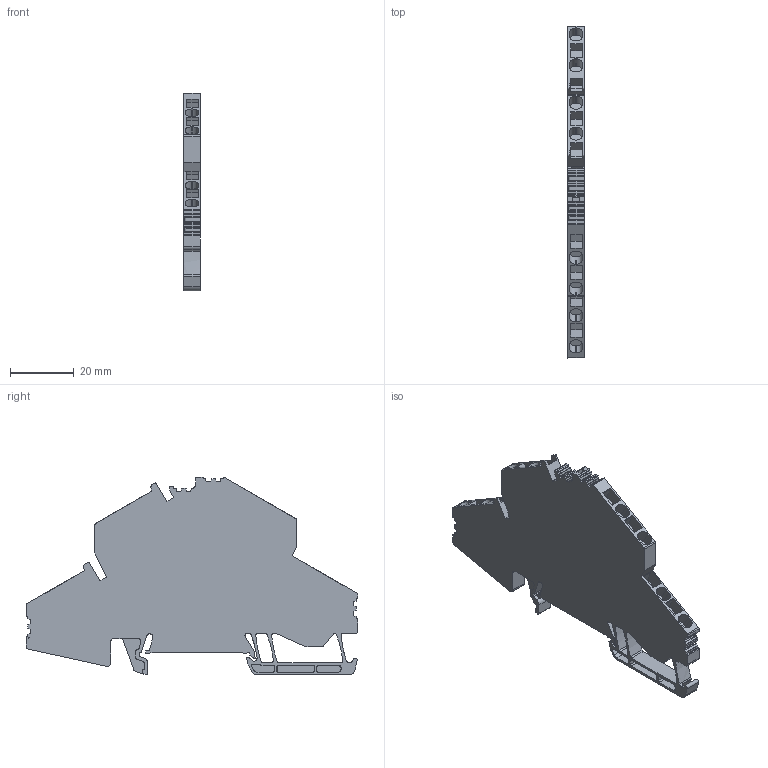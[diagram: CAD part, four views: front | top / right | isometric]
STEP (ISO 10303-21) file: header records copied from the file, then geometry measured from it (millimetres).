
FILE_DESCRIPTION(('CATIA V5R22 STEP214','CAx-IF Rec.Pracs.--- Model Styling and Organization---1.4--- 2014-01-23'),'2;1');
FILE_NAME ('014217-2_0', '2023-02-28T10:41:33+00:00', ('Weidmueller Interface'), ('Weidmueller'), 'CATIA Version 5-6 Release 2016 SP3 HF44', 'CATIA V5 STEP AP214', 'none');
FILE_SCHEMA(('AUTOMOTIVE_DESIGN { 1 0 10303 214 1 1 1 1 }'));
Length unit declared in the file: millimetre
Products named in the file (1): 1480270000
Bounding box: 5.1 x 104 x 62 mm (x, y, z)
Volume: 18676.3 mm3; surface area: 12328.6 mm2
Topology: 1 solids, 1 shells, 526 faces, 1487 edges, 981 vertices
Faces by surface type: plane 326, cylinder 177, cone 16, sphere 4, torus 2, bspline 1
Entity records: 16771 total; most frequent: CARTESIAN_POINT 3549, ORIENTED_EDGE 2966, DIRECTION 2321, EDGE_CURVE 1483, VECTOR 1081, LINE 1081, VERTEX_POINT 981, AXIS2_PLACEMENT_3D 787
